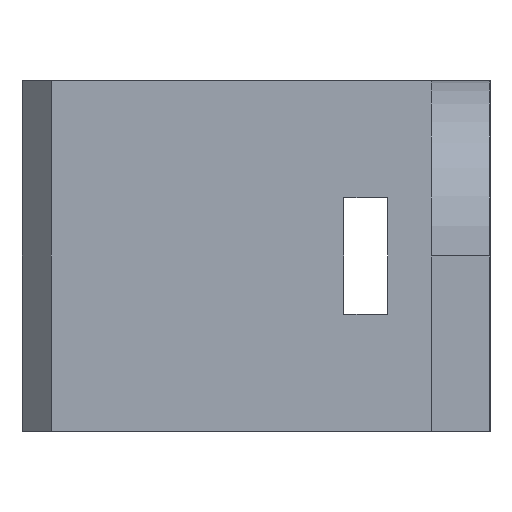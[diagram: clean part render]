
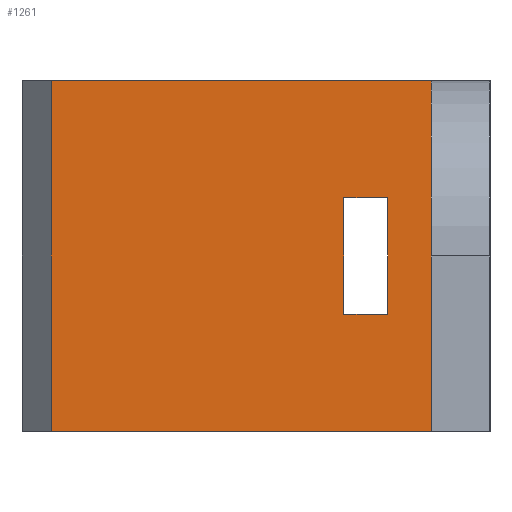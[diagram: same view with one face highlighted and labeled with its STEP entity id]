
A CAD part, left-side view. The second image highlights one B-rep face of the part: STEP entity #1261.
In plain terms, the highlighted planar face has unit normal (-1, 0, 0).
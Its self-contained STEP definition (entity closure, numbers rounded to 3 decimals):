
#32 = PLANE('',#33);
#33 = AXIS2_PLACEMENT_3D('',#34,#35,#36);
#34 = CARTESIAN_POINT('',(-43.5,0.,-6.));
#35 = DIRECTION('',(0.,0.,-1.));
#36 = DIRECTION('',(-1.,0.,0.));
#281 = VERTEX_POINT('',#282);
#282 = CARTESIAN_POINT('',(-33.5,2.,-6.));
#296 = PLANE('',#297);
#297 = AXIS2_PLACEMENT_3D('',#298,#299,#300);
#298 = CARTESIAN_POINT('',(-43.5,2.,-6.));
#299 = DIRECTION('',(0.,1.,0.));
#300 = DIRECTION('',(1.,0.,0.));
#308 = EDGE_CURVE('',#281,#309,#311,.T.);
#309 = VERTEX_POINT('',#310);
#310 = CARTESIAN_POINT('',(-33.5,15.,-6.));
#311 = SURFACE_CURVE('',#312,(#316,#323),.PCURVE_S1.);
#312 = LINE('',#313,#314);
#313 = CARTESIAN_POINT('',(-33.5,2.,-6.));
#314 = VECTOR('',#315,1.);
#315 = DIRECTION('',(0.,1.,0.));
#316 = PCURVE('',#32,#317);
#317 = DEFINITIONAL_REPRESENTATION('',(#318),#322);
#318 = LINE('',#319,#320);
#319 = CARTESIAN_POINT('',(-10.,2.));
#320 = VECTOR('',#321,1.);
#321 = DIRECTION('',(0.,1.));
#322 = ( GEOMETRIC_REPRESENTATION_CONTEXT(2) 
PARAMETRIC_REPRESENTATION_CONTEXT() REPRESENTATION_CONTEXT('2D SPACE',''
  ) );
#323 = PCURVE('',#324,#329);
#324 = PLANE('',#325);
#325 = AXIS2_PLACEMENT_3D('',#326,#327,#328);
#326 = CARTESIAN_POINT('',(-33.5,2.,-6.));
#327 = DIRECTION('',(-1.,0.,0.));
#328 = DIRECTION('',(0.,1.,0.));
#329 = DEFINITIONAL_REPRESENTATION('',(#330),#334);
#330 = LINE('',#331,#332);
#331 = CARTESIAN_POINT('',(0.,0.));
#332 = VECTOR('',#333,1.);
#333 = DIRECTION('',(1.,0.));
#334 = ( GEOMETRIC_REPRESENTATION_CONTEXT(2) 
PARAMETRIC_REPRESENTATION_CONTEXT() REPRESENTATION_CONTEXT('2D SPACE',''
  ) );
#352 = PLANE('',#353);
#353 = AXIS2_PLACEMENT_3D('',#354,#355,#356);
#354 = CARTESIAN_POINT('',(-33.,15.5,-6.));
#355 = DIRECTION('',(-0.707,0.707,0.)
  );
#356 = DIRECTION('',(0.,0.,-1.));
#461 = PLANE('',#462);
#462 = AXIS2_PLACEMENT_3D('',#463,#464,#465);
#463 = CARTESIAN_POINT('',(-43.5,0.,6.));
#464 = DIRECTION('',(0.,0.,-1.));
#465 = DIRECTION('',(-1.,0.,0.));
#1116 = VERTEX_POINT('',#1117);
#1117 = CARTESIAN_POINT('',(-33.5,15.,6.));
#1138 = EDGE_CURVE('',#309,#1116,#1139,.T.);
#1139 = SURFACE_CURVE('',#1140,(#1144,#1151),.PCURVE_S1.);
#1140 = LINE('',#1141,#1142);
#1141 = CARTESIAN_POINT('',(-33.5,15.,-6.));
#1142 = VECTOR('',#1143,1.);
#1143 = DIRECTION('',(0.,0.,1.));
#1144 = PCURVE('',#352,#1145);
#1145 = DEFINITIONAL_REPRESENTATION('',(#1146),#1150);
#1146 = LINE('',#1147,#1148);
#1147 = CARTESIAN_POINT('',(0.,0.707));
#1148 = VECTOR('',#1149,1.);
#1149 = DIRECTION('',(-1.,0.));
#1150 = ( GEOMETRIC_REPRESENTATION_CONTEXT(2) 
PARAMETRIC_REPRESENTATION_CONTEXT() REPRESENTATION_CONTEXT('2D SPACE',''
  ) );
#1151 = PCURVE('',#324,#1152);
#1152 = DEFINITIONAL_REPRESENTATION('',(#1153),#1157);
#1153 = LINE('',#1154,#1155);
#1154 = CARTESIAN_POINT('',(13.,0.));
#1155 = VECTOR('',#1156,1.);
#1156 = DIRECTION('',(0.,-1.));
#1157 = ( GEOMETRIC_REPRESENTATION_CONTEXT(2) 
PARAMETRIC_REPRESENTATION_CONTEXT() REPRESENTATION_CONTEXT('2D SPACE',''
  ) );
#1261 = ADVANCED_FACE('',(#1262,#1310),#324,.T.);
#1262 = FACE_BOUND('',#1263,.T.);
#1263 = EDGE_LOOP('',(#1264,#1265,#1288,#1309));
#1264 = ORIENTED_EDGE('',*,*,#308,.F.);
#1265 = ORIENTED_EDGE('',*,*,#1266,.T.);
#1266 = EDGE_CURVE('',#281,#1267,#1269,.T.);
#1267 = VERTEX_POINT('',#1268);
#1268 = CARTESIAN_POINT('',(-33.5,2.,6.));
#1269 = SURFACE_CURVE('',#1270,(#1274,#1281),.PCURVE_S1.);
#1270 = LINE('',#1271,#1272);
#1271 = CARTESIAN_POINT('',(-33.5,2.,-6.));
#1272 = VECTOR('',#1273,1.);
#1273 = DIRECTION('',(0.,0.,1.));
#1274 = PCURVE('',#324,#1275);
#1275 = DEFINITIONAL_REPRESENTATION('',(#1276),#1280);
#1276 = LINE('',#1277,#1278);
#1277 = CARTESIAN_POINT('',(0.,0.));
#1278 = VECTOR('',#1279,1.);
#1279 = DIRECTION('',(0.,-1.));
#1280 = ( GEOMETRIC_REPRESENTATION_CONTEXT(2) 
PARAMETRIC_REPRESENTATION_CONTEXT() REPRESENTATION_CONTEXT('2D SPACE',''
  ) );
#1281 = PCURVE('',#296,#1282);
#1282 = DEFINITIONAL_REPRESENTATION('',(#1283),#1287);
#1283 = LINE('',#1284,#1285);
#1284 = CARTESIAN_POINT('',(10.,0.));
#1285 = VECTOR('',#1286,1.);
#1286 = DIRECTION('',(0.,-1.));
#1287 = ( GEOMETRIC_REPRESENTATION_CONTEXT(2) 
PARAMETRIC_REPRESENTATION_CONTEXT() REPRESENTATION_CONTEXT('2D SPACE',''
  ) );
#1288 = ORIENTED_EDGE('',*,*,#1289,.T.);
#1289 = EDGE_CURVE('',#1267,#1116,#1290,.T.);
#1290 = SURFACE_CURVE('',#1291,(#1295,#1302),.PCURVE_S1.);
#1291 = LINE('',#1292,#1293);
#1292 = CARTESIAN_POINT('',(-33.5,2.,6.));
#1293 = VECTOR('',#1294,1.);
#1294 = DIRECTION('',(0.,1.,0.));
#1295 = PCURVE('',#324,#1296);
#1296 = DEFINITIONAL_REPRESENTATION('',(#1297),#1301);
#1297 = LINE('',#1298,#1299);
#1298 = CARTESIAN_POINT('',(0.,-12.));
#1299 = VECTOR('',#1300,1.);
#1300 = DIRECTION('',(1.,0.));
#1301 = ( GEOMETRIC_REPRESENTATION_CONTEXT(2) 
PARAMETRIC_REPRESENTATION_CONTEXT() REPRESENTATION_CONTEXT('2D SPACE',''
  ) );
#1302 = PCURVE('',#461,#1303);
#1303 = DEFINITIONAL_REPRESENTATION('',(#1304),#1308);
#1304 = LINE('',#1305,#1306);
#1305 = CARTESIAN_POINT('',(-10.,2.));
#1306 = VECTOR('',#1307,1.);
#1307 = DIRECTION('',(0.,1.));
#1308 = ( GEOMETRIC_REPRESENTATION_CONTEXT(2) 
PARAMETRIC_REPRESENTATION_CONTEXT() REPRESENTATION_CONTEXT('2D SPACE',''
  ) );
#1309 = ORIENTED_EDGE('',*,*,#1138,.F.);
#1310 = FACE_BOUND('',#1311,.T.);
#1311 = EDGE_LOOP('',(#1312,#1342,#1370,#1398));
#1312 = ORIENTED_EDGE('',*,*,#1313,.T.);
#1313 = EDGE_CURVE('',#1314,#1316,#1318,.T.);
#1314 = VERTEX_POINT('',#1315);
#1315 = CARTESIAN_POINT('',(-33.5,5.,-2.));
#1316 = VERTEX_POINT('',#1317);
#1317 = CARTESIAN_POINT('',(-33.5,5.,2.));
#1318 = SURFACE_CURVE('',#1319,(#1323,#1330),.PCURVE_S1.);
#1319 = LINE('',#1320,#1321);
#1320 = CARTESIAN_POINT('',(-33.5,5.,-2.));
#1321 = VECTOR('',#1322,1.);
#1322 = DIRECTION('',(0.,0.,1.));
#1323 = PCURVE('',#324,#1324);
#1324 = DEFINITIONAL_REPRESENTATION('',(#1325),#1329);
#1325 = LINE('',#1326,#1327);
#1326 = CARTESIAN_POINT('',(3.,-4.));
#1327 = VECTOR('',#1328,1.);
#1328 = DIRECTION('',(0.,-1.));
#1329 = ( GEOMETRIC_REPRESENTATION_CONTEXT(2) 
PARAMETRIC_REPRESENTATION_CONTEXT() REPRESENTATION_CONTEXT('2D SPACE',''
  ) );
#1330 = PCURVE('',#1331,#1336);
#1331 = PLANE('',#1332);
#1332 = AXIS2_PLACEMENT_3D('',#1333,#1334,#1335);
#1333 = CARTESIAN_POINT('',(-33.5,5.,-2.));
#1334 = DIRECTION('',(0.,-1.,0.));
#1335 = DIRECTION('',(0.,0.,1.));
#1336 = DEFINITIONAL_REPRESENTATION('',(#1337),#1341);
#1337 = LINE('',#1338,#1339);
#1338 = CARTESIAN_POINT('',(0.,0.));
#1339 = VECTOR('',#1340,1.);
#1340 = DIRECTION('',(1.,0.));
#1341 = ( GEOMETRIC_REPRESENTATION_CONTEXT(2) 
PARAMETRIC_REPRESENTATION_CONTEXT() REPRESENTATION_CONTEXT('2D SPACE',''
  ) );
#1342 = ORIENTED_EDGE('',*,*,#1343,.T.);
#1343 = EDGE_CURVE('',#1316,#1344,#1346,.T.);
#1344 = VERTEX_POINT('',#1345);
#1345 = CARTESIAN_POINT('',(-33.5,3.5,2.));
#1346 = SURFACE_CURVE('',#1347,(#1351,#1358),.PCURVE_S1.);
#1347 = LINE('',#1348,#1349);
#1348 = CARTESIAN_POINT('',(-33.5,5.,2.));
#1349 = VECTOR('',#1350,1.);
#1350 = DIRECTION('',(0.,-1.,0.));
#1351 = PCURVE('',#324,#1352);
#1352 = DEFINITIONAL_REPRESENTATION('',(#1353),#1357);
#1353 = LINE('',#1354,#1355);
#1354 = CARTESIAN_POINT('',(3.,-8.));
#1355 = VECTOR('',#1356,1.);
#1356 = DIRECTION('',(-1.,0.));
#1357 = ( GEOMETRIC_REPRESENTATION_CONTEXT(2) 
PARAMETRIC_REPRESENTATION_CONTEXT() REPRESENTATION_CONTEXT('2D SPACE',''
  ) );
#1358 = PCURVE('',#1359,#1364);
#1359 = PLANE('',#1360);
#1360 = AXIS2_PLACEMENT_3D('',#1361,#1362,#1363);
#1361 = CARTESIAN_POINT('',(-33.5,5.,2.));
#1362 = DIRECTION('',(0.,0.,-1.));
#1363 = DIRECTION('',(0.,-1.,0.));
#1364 = DEFINITIONAL_REPRESENTATION('',(#1365),#1369);
#1365 = LINE('',#1366,#1367);
#1366 = CARTESIAN_POINT('',(0.,-0.));
#1367 = VECTOR('',#1368,1.);
#1368 = DIRECTION('',(1.,0.));
#1369 = ( GEOMETRIC_REPRESENTATION_CONTEXT(2) 
PARAMETRIC_REPRESENTATION_CONTEXT() REPRESENTATION_CONTEXT('2D SPACE',''
  ) );
#1370 = ORIENTED_EDGE('',*,*,#1371,.T.);
#1371 = EDGE_CURVE('',#1344,#1372,#1374,.T.);
#1372 = VERTEX_POINT('',#1373);
#1373 = CARTESIAN_POINT('',(-33.5,3.5,-2.));
#1374 = SURFACE_CURVE('',#1375,(#1379,#1386),.PCURVE_S1.);
#1375 = LINE('',#1376,#1377);
#1376 = CARTESIAN_POINT('',(-33.5,3.5,2.));
#1377 = VECTOR('',#1378,1.);
#1378 = DIRECTION('',(0.,0.,-1.));
#1379 = PCURVE('',#324,#1380);
#1380 = DEFINITIONAL_REPRESENTATION('',(#1381),#1385);
#1381 = LINE('',#1382,#1383);
#1382 = CARTESIAN_POINT('',(1.5,-8.));
#1383 = VECTOR('',#1384,1.);
#1384 = DIRECTION('',(0.,1.));
#1385 = ( GEOMETRIC_REPRESENTATION_CONTEXT(2) 
PARAMETRIC_REPRESENTATION_CONTEXT() REPRESENTATION_CONTEXT('2D SPACE',''
  ) );
#1386 = PCURVE('',#1387,#1392);
#1387 = PLANE('',#1388);
#1388 = AXIS2_PLACEMENT_3D('',#1389,#1390,#1391);
#1389 = CARTESIAN_POINT('',(-33.5,3.5,2.));
#1390 = DIRECTION('',(0.,1.,0.));
#1391 = DIRECTION('',(0.,0.,-1.));
#1392 = DEFINITIONAL_REPRESENTATION('',(#1393),#1397);
#1393 = LINE('',#1394,#1395);
#1394 = CARTESIAN_POINT('',(0.,0.));
#1395 = VECTOR('',#1396,1.);
#1396 = DIRECTION('',(1.,0.));
#1397 = ( GEOMETRIC_REPRESENTATION_CONTEXT(2) 
PARAMETRIC_REPRESENTATION_CONTEXT() REPRESENTATION_CONTEXT('2D SPACE',''
  ) );
#1398 = ORIENTED_EDGE('',*,*,#1399,.T.);
#1399 = EDGE_CURVE('',#1372,#1314,#1400,.T.);
#1400 = SURFACE_CURVE('',#1401,(#1405,#1412),.PCURVE_S1.);
#1401 = LINE('',#1402,#1403);
#1402 = CARTESIAN_POINT('',(-33.5,3.5,-2.));
#1403 = VECTOR('',#1404,1.);
#1404 = DIRECTION('',(0.,1.,0.));
#1405 = PCURVE('',#324,#1406);
#1406 = DEFINITIONAL_REPRESENTATION('',(#1407),#1411);
#1407 = LINE('',#1408,#1409);
#1408 = CARTESIAN_POINT('',(1.5,-4.));
#1409 = VECTOR('',#1410,1.);
#1410 = DIRECTION('',(1.,0.));
#1411 = ( GEOMETRIC_REPRESENTATION_CONTEXT(2) 
PARAMETRIC_REPRESENTATION_CONTEXT() REPRESENTATION_CONTEXT('2D SPACE',''
  ) );
#1412 = PCURVE('',#1413,#1418);
#1413 = PLANE('',#1414);
#1414 = AXIS2_PLACEMENT_3D('',#1415,#1416,#1417);
#1415 = CARTESIAN_POINT('',(-33.5,3.5,-2.));
#1416 = DIRECTION('',(0.,0.,1.));
#1417 = DIRECTION('',(0.,1.,0.));
#1418 = DEFINITIONAL_REPRESENTATION('',(#1419),#1423);
#1419 = LINE('',#1420,#1421);
#1420 = CARTESIAN_POINT('',(0.,0.));
#1421 = VECTOR('',#1422,1.);
#1422 = DIRECTION('',(1.,0.));
#1423 = ( GEOMETRIC_REPRESENTATION_CONTEXT(2) 
PARAMETRIC_REPRESENTATION_CONTEXT() REPRESENTATION_CONTEXT('2D SPACE',''
  ) );
